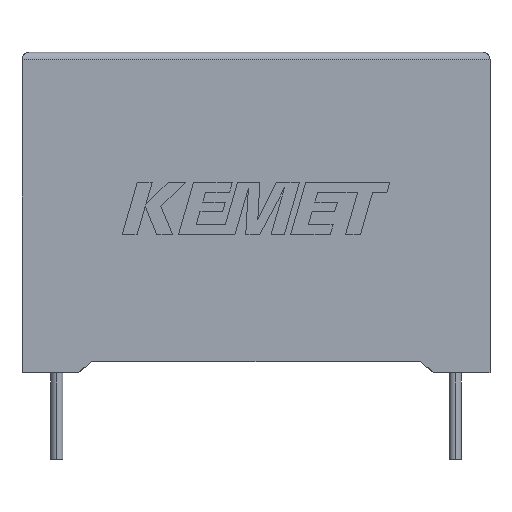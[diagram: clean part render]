
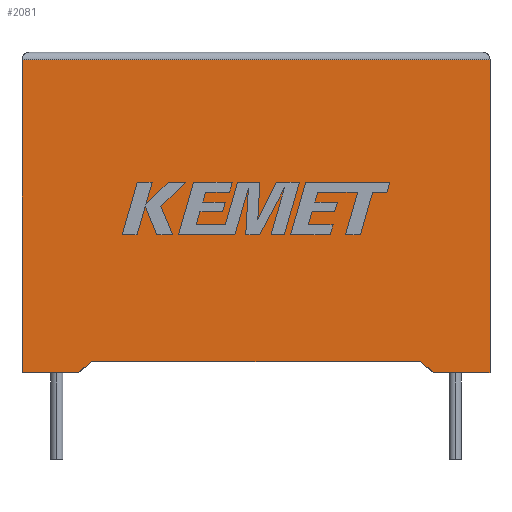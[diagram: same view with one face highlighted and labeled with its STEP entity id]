
A CAD part, top view. The second image highlights one B-rep face of the part: STEP entity #2081.
In plain terms, the highlighted planar face has unit normal (0, 0, 1).
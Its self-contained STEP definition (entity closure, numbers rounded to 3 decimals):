
#1 = FACE_OUTER_BOUND ( 'NONE', #1562, .T. ) ;
#18 = CARTESIAN_POINT ( 'NONE',  ( 28.4, 0., 13.2 ) ) ;
#38 = LINE ( 'NONE', #544, #120 ) ;
#69 = VECTOR ( 'NONE', #2359, 1000. ) ;
#82 = EDGE_CURVE ( 'NONE', #1994, #2949, #112, .T. ) ;
#91 = CARTESIAN_POINT ( 'NONE',  ( 32.3, 0., 13.2 ) ) ;
#100 = LINE ( 'NONE', #1448, #2521 ) ;
#112 = LINE ( 'NONE', #18, #69 ) ;
#120 = VECTOR ( 'NONE', #1954, 1000. ) ;
#126 = EDGE_CURVE ( 'NONE', #403, #1266, #2481, .T. ) ;
#138 = DIRECTION ( 'NONE',  ( -1., 0., 0. ) ) ;
#229 = VERTEX_POINT ( 'NONE', #2067 ) ;
#293 = ORIENTED_EDGE ( 'NONE', *, *, #2325, .F. ) ;
#316 = EDGE_CURVE ( 'NONE', #229, #403, #100, .T. ) ;
#362 = CARTESIAN_POINT ( 'NONE',  ( 0., 0., 13.2 ) ) ;
#377 = CARTESIAN_POINT ( 'NONE',  ( 0., 0., 13.2 ) ) ;
#399 = DIRECTION ( 'NONE',  ( -0.762, -0.647, 0. ) ) ;
#403 = VERTEX_POINT ( 'NONE', #810 ) ;
#493 = VECTOR ( 'NONE', #1986, 1000. ) ;
#544 = CARTESIAN_POINT ( 'NONE',  ( 0., 0., 13.2 ) ) ;
#629 = DIRECTION ( 'NONE',  ( 0., 0., -1. ) ) ;
#757 = VECTOR ( 'NONE', #1086, 1000. ) ;
#763 = DIRECTION ( 'NONE',  ( 0., -1., 0. ) ) ;
#810 = CARTESIAN_POINT ( 'NONE',  ( 0., 21.6, 13.2 ) ) ;
#994 = CARTESIAN_POINT ( 'NONE',  ( 0., 0., 13.2 ) ) ;
#1086 = DIRECTION ( 'NONE',  ( 1., 0., 0. ) ) ;
#1110 = EDGE_CURVE ( 'NONE', #1323, #2855, #2034, .T. ) ;
#1141 = ORIENTED_EDGE ( 'NONE', *, *, #2790, .T. ) ;
#1254 = ORIENTED_EDGE ( 'NONE', *, *, #1110, .F. ) ;
#1266 = VERTEX_POINT ( 'NONE', #994 ) ;
#1323 = VERTEX_POINT ( 'NONE', #1880 ) ;
#1406 = VERTEX_POINT ( 'NONE', #91 ) ;
#1410 = VECTOR ( 'NONE', #399, 1000. ) ;
#1448 = CARTESIAN_POINT ( 'NONE',  ( 0., 21.6, 13.2 ) ) ;
#1541 = CARTESIAN_POINT ( 'NONE',  ( 32.3, 0., 13.2 ) ) ;
#1562 = EDGE_LOOP ( 'NONE', ( #1141, #2429, #2257, #1723, #1254, #293, #1737, #1998 ) ) ;
#1608 = VECTOR ( 'NONE', #2467, 1000. ) ;
#1723 = ORIENTED_EDGE ( 'NONE', *, *, #2115, .T. ) ;
#1737 = ORIENTED_EDGE ( 'NONE', *, *, #82, .T. ) ;
#1880 = CARTESIAN_POINT ( 'NONE',  ( 4.797, 0.762, 13.2 ) ) ;
#1919 = DIRECTION ( 'NONE',  ( -1., 0., 0. ) ) ;
#1954 = DIRECTION ( 'NONE',  ( 1., 0., 0. ) ) ;
#1986 = DIRECTION ( 'NONE',  ( -1., 0., 0. ) ) ;
#1994 = VERTEX_POINT ( 'NONE', #2733 ) ;
#1998 = ORIENTED_EDGE ( 'NONE', *, *, #2191, .T. ) ;
#2020 = PLANE ( 'NONE',  #2464 ) ;
#2034 = LINE ( 'NONE', #2960, #1410 ) ;
#2067 = CARTESIAN_POINT ( 'NONE',  ( 32.3, 21.6, 13.2 ) ) ;
#2081 = ADVANCED_FACE ( 'NONE', ( #1 ), #2020, .F. ) ;
#2115 = EDGE_CURVE ( 'NONE', #1266, #2855, #2302, .T. ) ;
#2135 = CARTESIAN_POINT ( 'NONE',  ( 3.9, 0., 13.2 ) ) ;
#2141 = CARTESIAN_POINT ( 'NONE',  ( 0., 0., 13.2 ) ) ;
#2191 = EDGE_CURVE ( 'NONE', #2949, #1406, #38, .T. ) ;
#2237 = CARTESIAN_POINT ( 'NONE',  ( 16.15, 0.762, 13.2 ) ) ;
#2257 = ORIENTED_EDGE ( 'NONE', *, *, #126, .T. ) ;
#2302 = LINE ( 'NONE', #377, #757 ) ;
#2325 = EDGE_CURVE ( 'NONE', #1994, #1323, #2424, .T. ) ;
#2359 = DIRECTION ( 'NONE',  ( 0.762, -0.647, 0. ) ) ;
#2424 = LINE ( 'NONE', #2237, #493 ) ;
#2429 = ORIENTED_EDGE ( 'NONE', *, *, #316, .T. ) ;
#2464 = AXIS2_PLACEMENT_3D ( 'NONE', #362, #629, #138 ) ;
#2467 = DIRECTION ( 'NONE',  ( 0., 1., 0. ) ) ;
#2481 = LINE ( 'NONE', #2141, #2879 ) ;
#2521 = VECTOR ( 'NONE', #1919, 1000. ) ;
#2636 = CARTESIAN_POINT ( 'NONE',  ( 28.4, 0., 13.2 ) ) ;
#2733 = CARTESIAN_POINT ( 'NONE',  ( 27.503, 0.762, 13.2 ) ) ;
#2750 = LINE ( 'NONE', #1541, #1608 ) ;
#2790 = EDGE_CURVE ( 'NONE', #1406, #229, #2750, .T. ) ;
#2855 = VERTEX_POINT ( 'NONE', #2135 ) ;
#2879 = VECTOR ( 'NONE', #763, 1000. ) ;
#2949 = VERTEX_POINT ( 'NONE', #2636 ) ;
#2960 = CARTESIAN_POINT ( 'NONE',  ( 3.9, 0., 13.2 ) ) ;
